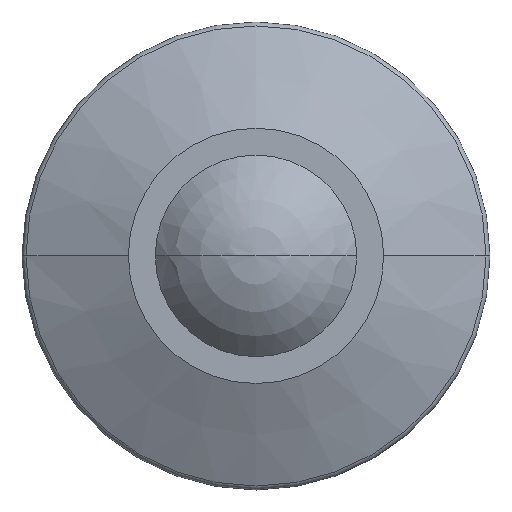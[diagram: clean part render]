
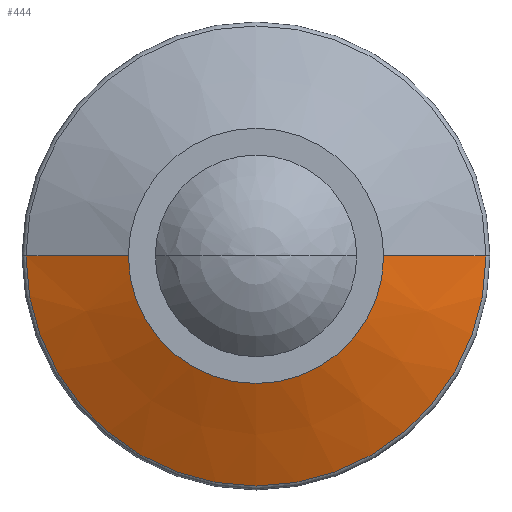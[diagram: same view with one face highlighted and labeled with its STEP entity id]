
A CAD part, top view. The second image highlights one B-rep face of the part: STEP entity #444.
In plain terms, the highlighted conical face has half-angle 65.109 degrees and reference radius 21.018 mm.
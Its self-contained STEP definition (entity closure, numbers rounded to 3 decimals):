
#222=EDGE_CURVE('',#384,#356,#626,.T.);
#242=EDGE_CURVE('',#264,#384,#651,.T.);
#264=VERTEX_POINT('',#677);
#270=EDGE_CURVE('',#406,#264,#683,.T.);
#356=VERTEX_POINT('',#782);
#384=VERTEX_POINT('',#815);
#406=VERTEX_POINT('',#837);
#444=ADVANCED_FACE('',(#877),#878,.T.);
#492=EDGE_CURVE('',#406,#356,#927,.T.);
#626=LINE('',#1065,#1066);
#651=CIRCLE('',#1095,15.0);
#677=CARTESIAN_POINT('',(15.0,0.,8.));
#683=LINE('',#1136,#1137);
#782=CARTESIAN_POINT('',(-27.037,0.,2.415));
#815=CARTESIAN_POINT('',(-15.0,0.,8.));
#837=CARTESIAN_POINT('',(27.037,0.,2.415));
#877=FACE_OUTER_BOUND('',#1393,.T.);
#878=CONICAL_SURFACE('',#1394,21.018,1.136);
#927=CIRCLE('',#1460,27.037);
#1065=CARTESIAN_POINT('',(-21.018,0.,5.207));
#1066=VECTOR('',#1636,1.0);
#1095=AXIS2_PLACEMENT_3D('',#1686,#1687,#1688);
#1136=CARTESIAN_POINT('',(21.018,0.,5.207));
#1137=VECTOR('',#1735,1.0);
#1393=EDGE_LOOP('',(#1973,#1974,#1975,#1976));
#1394=AXIS2_PLACEMENT_3D('',#1977,#1978,#1979);
#1460=AXIS2_PLACEMENT_3D('',#2010,#2011,#2012);
#1636=DIRECTION('',(-0.907,0.,-0.421));
#1686=CARTESIAN_POINT('',(0.,0.,8.));
#1687=DIRECTION('',(-0.0,0.0,-1.0));
#1688=DIRECTION('',(-1.0,0.,0.0));
#1735=DIRECTION('',(-0.907,0.,0.421));
#1973=ORIENTED_EDGE('',*,*,#222,.T.);
#1974=ORIENTED_EDGE('',*,*,#492,.F.);
#1975=ORIENTED_EDGE('',*,*,#270,.T.);
#1976=ORIENTED_EDGE('',*,*,#242,.T.);
#1977=CARTESIAN_POINT('',(0.,0.,5.207));
#1978=DIRECTION('',(-0.0,-0.0,-1.0));
#1979=DIRECTION('',(-1.0,0.,0.0));
#2010=CARTESIAN_POINT('',(0.,0.,2.415));
#2011=DIRECTION('',(-0.0,0.0,-1.0));
#2012=DIRECTION('',(-1.0,0.,0.0));
